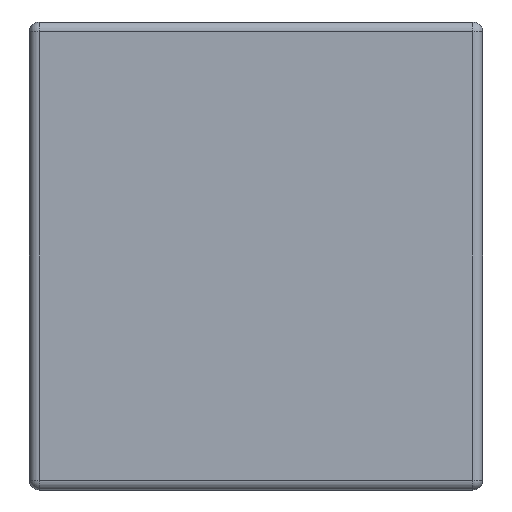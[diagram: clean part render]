
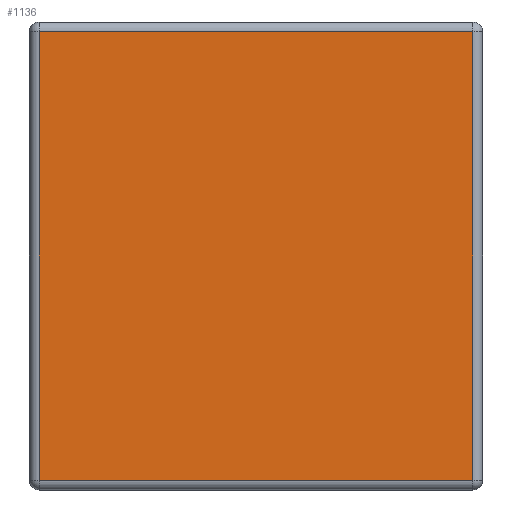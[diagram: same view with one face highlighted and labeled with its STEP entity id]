
A CAD part, left-side view. The second image highlights one B-rep face of the part: STEP entity #1136.
In plain terms, the highlighted planar face has unit normal (-1, 0, 0).
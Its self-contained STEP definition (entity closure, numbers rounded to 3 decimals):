
#35 = CARTESIAN_POINT ( 'NONE',  ( 0., 0.02, -0.02 ) ) ;
#130 = VECTOR ( 'NONE', #1689, 1000. ) ;
#144 = VERTEX_POINT ( 'NONE', #35 ) ;
#211 = DIRECTION ( 'NONE',  ( 0., 0., 1. ) ) ;
#286 = EDGE_LOOP ( 'NONE', ( #4526, #1351, #3232, #2087 ) ) ;
#604 = DIRECTION ( 'NONE',  ( 0., 0., -1. ) ) ;
#742 = FACE_OUTER_BOUND ( 'NONE', #286, .T. ) ;
#878 = DIRECTION ( 'NONE',  ( -1., 0., 0. ) ) ;
#1036 = VERTEX_POINT ( 'NONE', #4382 ) ;
#1136 = ADVANCED_FACE ( 'NONE', ( #742 ), #1604, .T. ) ;
#1138 = EDGE_CURVE ( 'NONE', #2669, #144, #2831, .T. ) ;
#1351 = ORIENTED_EDGE ( 'NONE', *, *, #1138, .T. ) ;
#1548 = CARTESIAN_POINT ( 'NONE',  ( 0., 0.02, -0.93 ) ) ;
#1586 = EDGE_CURVE ( 'NONE', #1036, #2669, #4226, .T. ) ;
#1601 = VECTOR ( 'NONE', #2967, 1000. ) ;
#1604 = PLANE ( 'NONE',  #3405 ) ;
#1641 = CARTESIAN_POINT ( 'NONE',  ( 0., 0.92, -0.02 ) ) ;
#1689 = DIRECTION ( 'NONE',  ( 0., 1., 0. ) ) ;
#2035 = DIRECTION ( 'NONE',  ( 0., 0., 1. ) ) ;
#2087 = ORIENTED_EDGE ( 'NONE', *, *, #4342, .T. ) ;
#2117 = LINE ( 'NONE', #1641, #130 ) ;
#2669 = VERTEX_POINT ( 'NONE', #1548 ) ;
#2831 = LINE ( 'NONE', #3418, #4405 ) ;
#2846 = LINE ( 'NONE', #3024, #4194 ) ;
#2967 = DIRECTION ( 'NONE',  ( 0., -1., 0. ) ) ;
#3024 = CARTESIAN_POINT ( 'NONE',  ( 0., 0.9, -0.95 ) ) ;
#3232 = ORIENTED_EDGE ( 'NONE', *, *, #3357, .T. ) ;
#3344 = VERTEX_POINT ( 'NONE', #4142 ) ;
#3357 = EDGE_CURVE ( 'NONE', #144, #3344, #2117, .T. ) ;
#3405 = AXIS2_PLACEMENT_3D ( 'NONE', #3696, #878, #211 ) ;
#3418 = CARTESIAN_POINT ( 'NONE',  ( 0., 0.02, 0. ) ) ;
#3696 = CARTESIAN_POINT ( 'NONE',  ( 0., 0., 0. ) ) ;
#4142 = CARTESIAN_POINT ( 'NONE',  ( 0., 0.9, -0.02 ) ) ;
#4194 = VECTOR ( 'NONE', #604, 1000. ) ;
#4226 = LINE ( 'NONE', #4340, #1601 ) ;
#4340 = CARTESIAN_POINT ( 'NONE',  ( 0., 0., -0.93 ) ) ;
#4342 = EDGE_CURVE ( 'NONE', #3344, #1036, #2846, .T. ) ;
#4382 = CARTESIAN_POINT ( 'NONE',  ( 0., 0.9, -0.93 ) ) ;
#4405 = VECTOR ( 'NONE', #2035, 1000. ) ;
#4526 = ORIENTED_EDGE ( 'NONE', *, *, #1586, .T. ) ;
